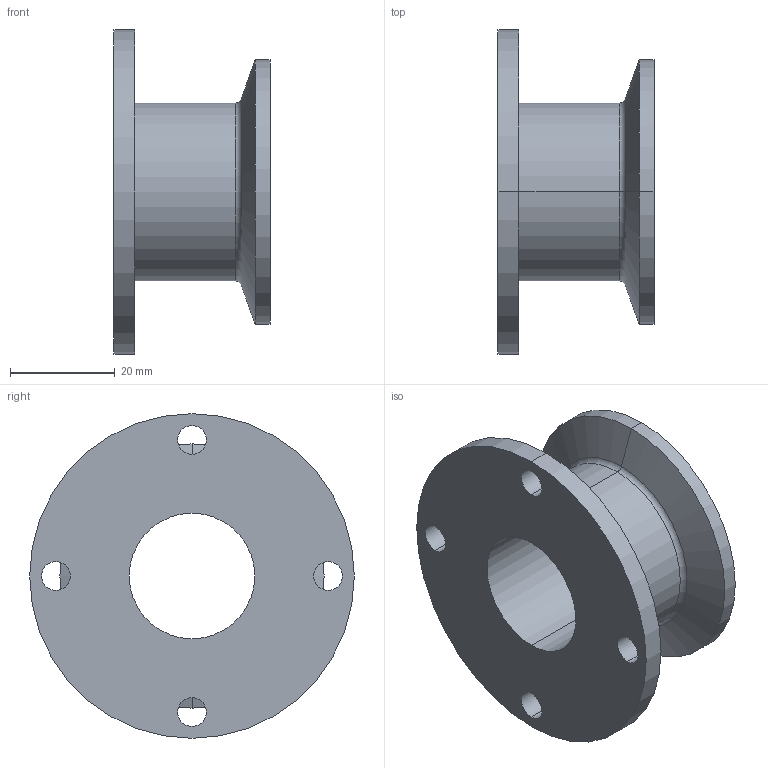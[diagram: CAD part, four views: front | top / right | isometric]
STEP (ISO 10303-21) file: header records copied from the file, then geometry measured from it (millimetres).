
FILE_DESCRIPTION (( 'STEP AP214' ), '1' );
FILE_NAME ('PowderBoxValveFitting.STEP', '2024-10-09T10:45:40', ( '' ), ( '' ), 'SwSTEP 2.0', 'SolidWorks 2024', '' );
FILE_SCHEMA (( 'AUTOMOTIVE_DESIGN' ));
Length unit declared in the file: millimetre
Products named in the file (1): PowderBoxValveFitting
Bounding box: 29.81 x 62 x 62 mm (x, y, z)
Volume: 25849.7 mm3; surface area: 13352.8 mm2
Topology: 1 solids, 1 shells, 29 faces, 66 edges, 42 vertices
Faces by surface type: cylinder 16, cone 6, plane 5, torus 2
Entity records: 879 total; most frequent: DIRECTION 170, CARTESIAN_POINT 138, ORIENTED_EDGE 132, AXIS2_PLACEMENT_3D 74, EDGE_CURVE 66, CIRCLE 44, EDGE_LOOP 42, VERTEX_POINT 42
